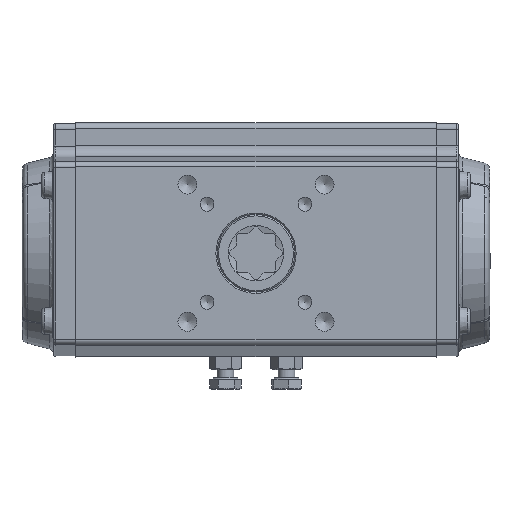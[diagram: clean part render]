
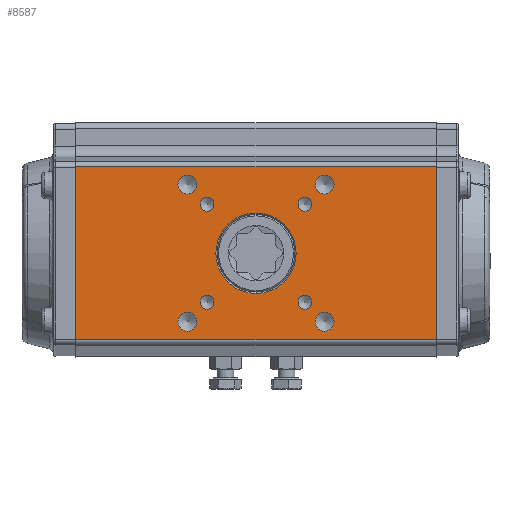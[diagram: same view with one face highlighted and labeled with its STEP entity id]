
A CAD part, front view. The second image highlights one B-rep face of the part: STEP entity #8587.
In plain terms, the highlighted planar face has unit normal (0, -1, 0).
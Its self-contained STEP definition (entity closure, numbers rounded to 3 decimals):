
#439=PLANE('',#9851);
#1182=CIRCLE('',#9749,14.5);
#1184=CIRCLE('',#9752,3.4);
#1186=CIRCLE('',#9756,3.4);
#1188=CIRCLE('',#9760,3.4);
#1190=CIRCLE('',#9764,3.4);
#1192=CIRCLE('',#9768,2.5);
#1194=CIRCLE('',#9772,2.5);
#1196=CIRCLE('',#9776,2.5);
#1198=CIRCLE('',#9780,2.5);
#3300=ORIENTED_EDGE('',*,*,#4710,.F.);
#3301=ORIENTED_EDGE('',*,*,#4754,.T.);
#3302=ORIENTED_EDGE('',*,*,#4728,.T.);
#3303=ORIENTED_EDGE('',*,*,#4755,.T.);
#3304=ORIENTED_EDGE('',*,*,#4657,.F.);
#3305=ORIENTED_EDGE('',*,*,#4655,.F.);
#3306=ORIENTED_EDGE('',*,*,#4653,.F.);
#3307=ORIENTED_EDGE('',*,*,#4651,.F.);
#3308=ORIENTED_EDGE('',*,*,#4649,.F.);
#3309=ORIENTED_EDGE('',*,*,#4647,.F.);
#3310=ORIENTED_EDGE('',*,*,#4645,.F.);
#3311=ORIENTED_EDGE('',*,*,#4643,.F.);
#3312=ORIENTED_EDGE('',*,*,#4641,.T.);
#4641=EDGE_CURVE('',#5629,#5629,#1182,.T.);
#4643=EDGE_CURVE('',#5631,#5631,#1184,.T.);
#4645=EDGE_CURVE('',#5634,#5634,#1186,.T.);
#4647=EDGE_CURVE('',#5637,#5637,#1188,.T.);
#4649=EDGE_CURVE('',#5640,#5640,#1190,.T.);
#4651=EDGE_CURVE('',#5643,#5643,#1192,.T.);
#4653=EDGE_CURVE('',#5646,#5646,#1194,.T.);
#4655=EDGE_CURVE('',#5649,#5649,#1196,.T.);
#4657=EDGE_CURVE('',#5652,#5652,#1198,.T.);
#4710=EDGE_CURVE('',#5709,#5710,#6201,.T.);
#4728=EDGE_CURVE('',#5726,#5727,#6207,.T.);
#4754=EDGE_CURVE('',#5709,#5726,#6219,.T.);
#4755=EDGE_CURVE('',#5727,#5710,#6220,.T.);
#5629=VERTEX_POINT('',#16646);
#5631=VERTEX_POINT('',#16651);
#5634=VERTEX_POINT('',#16658);
#5637=VERTEX_POINT('',#16665);
#5640=VERTEX_POINT('',#16672);
#5643=VERTEX_POINT('',#16679);
#5646=VERTEX_POINT('',#16686);
#5649=VERTEX_POINT('',#16693);
#5652=VERTEX_POINT('',#16700);
#5709=VERTEX_POINT('',#16974);
#5710=VERTEX_POINT('',#16976);
#5726=VERTEX_POINT('',#17011);
#5727=VERTEX_POINT('',#17012);
#6201=LINE('',#16975,#6692);
#6207=LINE('',#17010,#6698);
#6219=LINE('',#17060,#6710);
#6220=LINE('',#17061,#6711);
#6692=VECTOR('',#12025,1000.);
#6698=VECTOR('',#12057,1000.);
#6710=VECTOR('',#12103,1000.);
#6711=VECTOR('',#12104,1000.);
#7342=EDGE_LOOP('',(#3300,#3301,#3302,#3303));
#7343=EDGE_LOOP('',(#3304));
#7344=EDGE_LOOP('',(#3305));
#7345=EDGE_LOOP('',(#3306));
#7346=EDGE_LOOP('',(#3307));
#7347=EDGE_LOOP('',(#3308));
#7348=EDGE_LOOP('',(#3309));
#7349=EDGE_LOOP('',(#3310));
#7350=EDGE_LOOP('',(#3311));
#7351=EDGE_LOOP('',(#3312));
#7997=FACE_BOUND('',#7342,.T.);
#7998=FACE_BOUND('',#7343,.T.);
#7999=FACE_BOUND('',#7344,.T.);
#8000=FACE_BOUND('',#7345,.T.);
#8001=FACE_BOUND('',#7346,.T.);
#8002=FACE_BOUND('',#7347,.T.);
#8003=FACE_BOUND('',#7348,.T.);
#8004=FACE_BOUND('',#7349,.T.);
#8005=FACE_BOUND('',#7350,.T.);
#8006=FACE_BOUND('',#7351,.T.);
#8587=ADVANCED_FACE('',(#7997,#7998,#7999,#8000,#8001,#8002,#8003,#8004,
#8005,#8006),#439,.F.);
#9749=AXIS2_PLACEMENT_3D('',#16645,#11857,#11858);
#9752=AXIS2_PLACEMENT_3D('',#16650,#11863,#11864);
#9756=AXIS2_PLACEMENT_3D('',#16657,#11871,#11872);
#9760=AXIS2_PLACEMENT_3D('',#16664,#11879,#11880);
#9764=AXIS2_PLACEMENT_3D('',#16671,#11887,#11888);
#9768=AXIS2_PLACEMENT_3D('',#16678,#11895,#11896);
#9772=AXIS2_PLACEMENT_3D('',#16685,#11903,#11904);
#9776=AXIS2_PLACEMENT_3D('',#16692,#11911,#11912);
#9780=AXIS2_PLACEMENT_3D('',#16699,#11919,#11920);
#9851=AXIS2_PLACEMENT_3D('',#17059,#12101,#12102);
#11857=DIRECTION('',(0.,1.,0.));
#11858=DIRECTION('',(0.,0.,1.));
#11863=DIRECTION('',(0.,-1.,0.));
#11864=DIRECTION('',(0.,0.,-1.));
#11871=DIRECTION('',(0.,-1.,0.));
#11872=DIRECTION('',(0.,0.,-1.));
#11879=DIRECTION('',(0.,-1.,0.));
#11880=DIRECTION('',(0.,0.,-1.));
#11887=DIRECTION('',(0.,-1.,0.));
#11888=DIRECTION('',(0.,0.,-1.));
#11895=DIRECTION('',(0.,-1.,0.));
#11896=DIRECTION('',(0.,0.,-1.));
#11903=DIRECTION('',(0.,-1.,0.));
#11904=DIRECTION('',(0.,0.,-1.));
#11911=DIRECTION('',(0.,-1.,0.));
#11912=DIRECTION('',(0.,0.,-1.));
#11919=DIRECTION('',(0.,-1.,0.));
#11920=DIRECTION('',(0.,0.,-1.));
#12025=DIRECTION('',(0.,0.,-1.));
#12057=DIRECTION('',(0.,0.,-1.));
#12101=DIRECTION('',(0.,1.,0.));
#12102=DIRECTION('',(0.,0.,1.));
#12103=DIRECTION('',(-1.,0.,0.));
#12104=DIRECTION('',(1.,0.,0.));
#16645=CARTESIAN_POINT('',(-0.657,-39.979,162.699));
#16646=CARTESIAN_POINT('',(-0.657,-39.979,177.199));
#16650=CARTESIAN_POINT('',(-25.406,-39.979,187.449));
#16651=CARTESIAN_POINT('',(-25.406,-39.979,184.049));
#16657=CARTESIAN_POINT('',(24.092,-39.979,187.449));
#16658=CARTESIAN_POINT('',(24.092,-39.979,184.049));
#16664=CARTESIAN_POINT('',(24.092,-39.979,137.951));
#16665=CARTESIAN_POINT('',(24.092,-39.979,134.551));
#16671=CARTESIAN_POINT('',(-25.406,-39.979,137.951));
#16672=CARTESIAN_POINT('',(-25.406,-39.979,134.551));
#16678=CARTESIAN_POINT('',(-18.335,-39.979,180.378));
#16679=CARTESIAN_POINT('',(-18.335,-39.979,177.878));
#16685=CARTESIAN_POINT('',(17.021,-39.979,180.378));
#16686=CARTESIAN_POINT('',(17.021,-39.979,177.878));
#16692=CARTESIAN_POINT('',(17.021,-39.979,145.022));
#16693=CARTESIAN_POINT('',(17.021,-39.979,142.522));
#16699=CARTESIAN_POINT('',(-18.335,-39.979,145.022));
#16700=CARTESIAN_POINT('',(-18.335,-39.979,142.522));
#16974=CARTESIAN_POINT('',(64.343,-39.979,193.899));
#16975=CARTESIAN_POINT('',(64.343,-39.979,195.7));
#16976=CARTESIAN_POINT('',(64.343,-39.979,131.5));
#17010=CARTESIAN_POINT('',(-65.657,-39.979,195.7));
#17011=CARTESIAN_POINT('',(-65.657,-39.979,193.899));
#17012=CARTESIAN_POINT('',(-65.657,-39.979,131.5));
#17059=CARTESIAN_POINT('',(64.343,-39.979,195.7));
#17060=CARTESIAN_POINT('',(64.343,-39.979,193.899));
#17061=CARTESIAN_POINT('',(64.343,-39.979,131.5));
